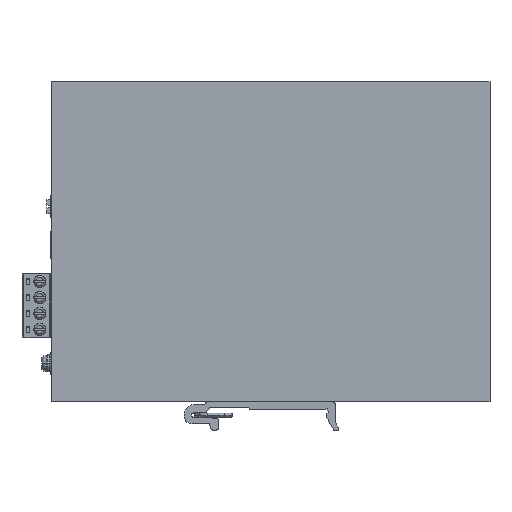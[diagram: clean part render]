
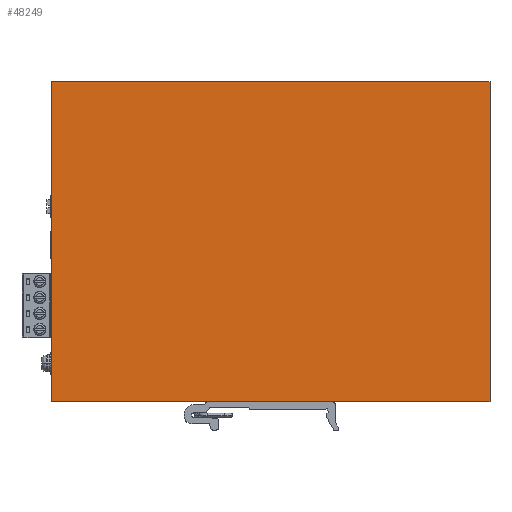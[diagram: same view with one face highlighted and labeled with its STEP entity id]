
A CAD part, top view. The second image highlights one B-rep face of the part: STEP entity #48249.
In plain terms, the highlighted planar face has unit normal (0, 0, 1).
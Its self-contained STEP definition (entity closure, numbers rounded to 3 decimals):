
#22184=DIRECTION('',(0.,1.,0.));
#22185=VECTOR('',#22184,100.);
#22186=CARTESIAN_POINT('',(0.005,0.,
-76.5));
#22187=LINE('',#22186,#22185);
#22191=DIRECTION('',(1.,0.,0.));
#22192=VECTOR('',#22191,137.);
#22193=CARTESIAN_POINT('',(0.005,100.,-76.5));
#22194=LINE('',#22193,#22192);
#22198=DIRECTION('',(0.,-1.,0.));
#22199=VECTOR('',#22198,100.);
#22200=CARTESIAN_POINT('',(137.005,100.,-76.5));
#22201=LINE('',#22200,#22199);
#22205=DIRECTION('',(-1.,0.,0.));
#22206=VECTOR('',#22205,137.);
#22207=CARTESIAN_POINT('',(137.005,0.,
-76.5));
#22208=LINE('',#22207,#22206);
#44114=CARTESIAN_POINT('',(0.005,0.,
-76.5));
#44115=CARTESIAN_POINT('',(0.005,100.,-76.5));
#44116=VERTEX_POINT('',#44114);
#44117=VERTEX_POINT('',#44115);
#44118=CARTESIAN_POINT('',(137.005,100.,-76.5));
#44119=VERTEX_POINT('',#44118);
#44120=CARTESIAN_POINT('',(137.005,0.,
-76.5));
#44121=VERTEX_POINT('',#44120);
#48234=CARTESIAN_POINT('',(0.,0.,
-76.5));
#48235=DIRECTION('',(0.,0.,1.));
#48236=DIRECTION('',(1.,0.,0.));
#48237=AXIS2_PLACEMENT_3D('',#48234,#48235,#48236);
#48238=PLANE('',#48237);
#48240=ORIENTED_EDGE('',*,*,#48239,.T.);
#48242=ORIENTED_EDGE('',*,*,#48241,.T.);
#48244=ORIENTED_EDGE('',*,*,#48243,.T.);
#48246=ORIENTED_EDGE('',*,*,#48245,.T.);
#48247=EDGE_LOOP('',(#48240,#48242,#48244,#48246));
#48248=FACE_OUTER_BOUND('',#48247,.F.);
#48249=ADVANCED_FACE('',(#48248),#48238,.T.);
#48239=EDGE_CURVE('',#44116,#44117,#22187,.T.);
#48241=EDGE_CURVE('',#44117,#44119,#22194,.T.);
#48243=EDGE_CURVE('',#44119,#44121,#22201,.T.);
#48245=EDGE_CURVE('',#44121,#44116,#22208,.T.);
